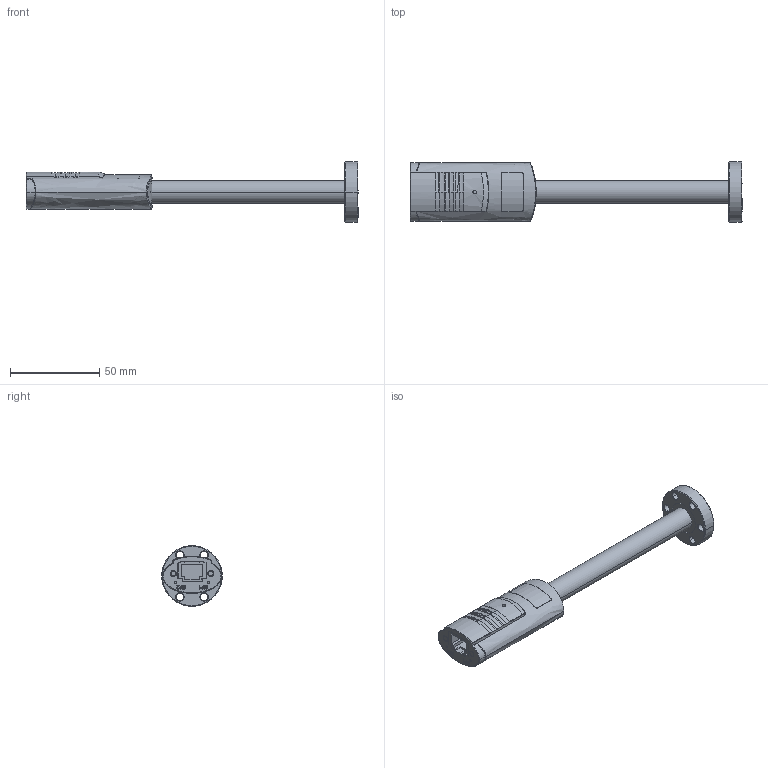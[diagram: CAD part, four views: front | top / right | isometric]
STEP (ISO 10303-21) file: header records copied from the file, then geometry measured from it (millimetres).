
FILE_DESCRIPTION((''),'2;1');
FILE_NAME('350-148.stp','2005-02-03T16:57:12',('BEM'),(''),'Autodesk Inventor 9','Autodesk Inventor 9','');
FILE_SCHEMA(('AUTOMOTIVE_DESIGN { 1 0 10303 214 1 1 1 1 }'));
Length unit declared in the file: millimetre
Products named in the file (1): 350-148
Bounding box: 186.3 x 34 x 34 mm (x, y, z)
Volume: 22018.8 mm3; surface area: 28960.6 mm2
Topology: 1 solids, 2 shells, 735 faces, 2075 edges, 1355 vertices
Faces by surface type: plane 268, bspline 206, cylinder 189, cone 60, torus 8, sphere 4
Entity records: 28536 total; most frequent: CARTESIAN_POINT 10688, ORIENTED_EDGE 4146, DIRECTION 3061, EDGE_CURVE 2073, VERTEX_POINT 1355, VECTOR 1115, LINE 1115, AXIS2_PLACEMENT_3D 973
